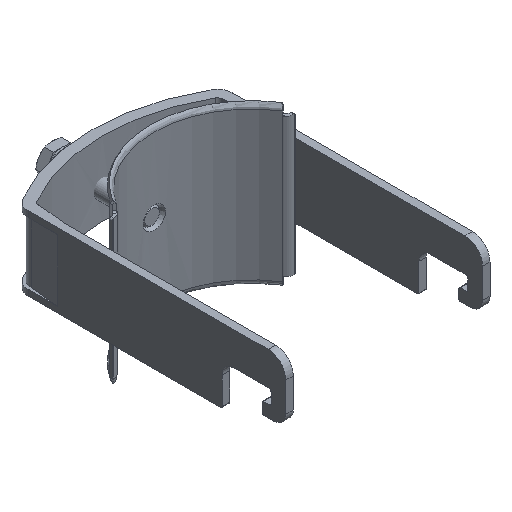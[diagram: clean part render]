
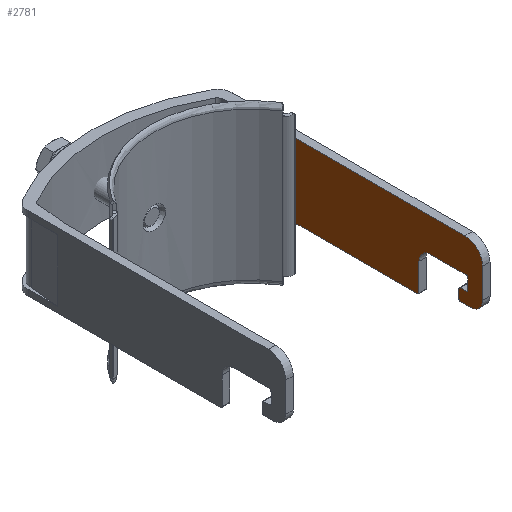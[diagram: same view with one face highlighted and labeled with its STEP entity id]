
A CAD part, isometric view. The second image highlights one B-rep face of the part: STEP entity #2781.
In plain terms, the highlighted planar face has unit normal (-1, 0, 0).
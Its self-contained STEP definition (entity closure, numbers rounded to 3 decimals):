
#24 = CARTESIAN_POINT ( 'NONE',  ( 32., 95., -0.65 ) ) ;
#435 = CARTESIAN_POINT ( 'NONE',  ( 32., 100., 12.5 ) ) ;
#442 = DIRECTION ( 'NONE',  ( 0., 0., -1. ) ) ;
#477 = CARTESIAN_POINT ( 'NONE',  ( 32., 100., -12.5 ) ) ;
#483 = DIRECTION ( 'NONE',  ( 0., 1., 0. ) ) ;
#623 = CARTESIAN_POINT ( 'NONE',  ( 32., 78.5, 2.747 ) ) ;
#626 = CARTESIAN_POINT ( 'NONE',  ( 32., 82.497, -1.25 ) ) ;
#627 = CARTESIAN_POINT ( 'NONE',  ( 32., 95., 3.1 ) ) ;
#692 = EDGE_LOOP ( 'NONE', ( #1152, #1151, #1150, #1149, #1148, #1147, #1146, #1145, #1144, #1143, #1142, #1141, #1140, #1139, #1138, #1137, #1136, #1135 ) ) ;
#781 = VERTEX_POINT ( 'NONE', #3913 ) ;
#783 = VERTEX_POINT ( 'NONE', #24 ) ;
#785 = VERTEX_POINT ( 'NONE', #626 ) ;
#786 = VERTEX_POINT ( 'NONE', #627 ) ;
#787 = VERTEX_POINT ( 'NONE', #2818 ) ;
#788 = VERTEX_POINT ( 'NONE', #623 ) ;
#789 = VERTEX_POINT ( 'NONE', #2819 ) ;
#791 = VERTEX_POINT ( 'NONE', #2821 ) ;
#796 = VERTEX_POINT ( 'NONE', #2826 ) ;
#802 = VERTEX_POINT ( 'NONE', #2832 ) ;
#805 = VERTEX_POINT ( 'NONE', #2834 ) ;
#808 = VERTEX_POINT ( 'NONE', #2837 ) ;
#862 = VERTEX_POINT ( 'NONE', #2890 ) ;
#866 = VERTEX_POINT ( 'NONE', #2894 ) ;
#870 = VERTEX_POINT ( 'NONE', #2898 ) ;
#873 = VERTEX_POINT ( 'NONE', #2901 ) ;
#1084 = VERTEX_POINT ( 'NONE', #2984 ) ;
#1090 = VERTEX_POINT ( 'NONE', #2988 ) ;
#1135 = ORIENTED_EDGE ( 'NONE', *, *, #4324, .T. ) ;
#1136 = ORIENTED_EDGE ( 'NONE', *, *, #4323, .F. ) ;
#1137 = ORIENTED_EDGE ( 'NONE', *, *, #4322, .T. ) ;
#1138 = ORIENTED_EDGE ( 'NONE', *, *, #4321, .F. ) ;
#1139 = ORIENTED_EDGE ( 'NONE', *, *, #4320, .T. ) ;
#1140 = ORIENTED_EDGE ( 'NONE', *, *, #4319, .T. ) ;
#1141 = ORIENTED_EDGE ( 'NONE', *, *, #4318, .F. ) ;
#1142 = ORIENTED_EDGE ( 'NONE', *, *, #4317, .T. ) ;
#1143 = ORIENTED_EDGE ( 'NONE', *, *, #4316, .F. ) ;
#1144 = ORIENTED_EDGE ( 'NONE', *, *, #4315, .T. ) ;
#1145 = ORIENTED_EDGE ( 'NONE', *, *, #4314, .F. ) ;
#1146 = ORIENTED_EDGE ( 'NONE', *, *, #4313, .F. ) ;
#1147 = ORIENTED_EDGE ( 'NONE', *, *, #4284, .T. ) ;
#1148 = ORIENTED_EDGE ( 'NONE', *, *, #4312, .T. ) ;
#1149 = ORIENTED_EDGE ( 'NONE', *, *, #4228, .F. ) ;
#1150 = ORIENTED_EDGE ( 'NONE', *, *, #4311, .F. ) ;
#1151 = ORIENTED_EDGE ( 'NONE', *, *, #4210, .T. ) ;
#1152 = ORIENTED_EDGE ( 'NONE', *, *, #4310, .F. ) ;
#1687 = AXIS2_PLACEMENT_3D ( 'NONE', #3354, #3363, #3364 ) ;
#1880 = VECTOR ( 'NONE', #3428, 1000. ) ;
#1882 = LINE ( 'NONE', #3427, #1880 ) ;
#1883 = VECTOR ( 'NONE', #3423, 1000. ) ;
#1884 = CIRCLE ( 'NONE', #2265, 0.5 ) ;
#1885 = LINE ( 'NONE', #3422, #1883 ) ;
#1886 = VECTOR ( 'NONE', #3418, 1000. ) ;
#1887 = CIRCLE ( 'NONE', #2264, 0.5 ) ;
#1888 = LINE ( 'NONE', #3417, #1886 ) ;
#1889 = VECTOR ( 'NONE', #3413, 1000. ) ;
#1890 = CIRCLE ( 'NONE', #2263, 0.4 ) ;
#1891 = LINE ( 'NONE', #3412, #1889 ) ;
#1892 = VECTOR ( 'NONE', #3408, 1000. ) ;
#1893 = CIRCLE ( 'NONE', #2262, 0.6 ) ;
#1894 = LINE ( 'NONE', #3407, #1892 ) ;
#1895 = VECTOR ( 'NONE', #3403, 1000. ) ;
#1896 = CIRCLE ( 'NONE', #2261, 3.997 ) ;
#1897 = LINE ( 'NONE', #3402, #1895 ) ;
#1898 = VECTOR ( 'NONE', #3398, 1000. ) ;
#1899 = CIRCLE ( 'NONE', #2260, 0.5 ) ;
#1900 = LINE ( 'NONE', #3397, #1898 ) ;
#1901 = CIRCLE ( 'NONE', #2259, 6. ) ;
#1903 = CIRCLE ( 'NONE', #2258, 4. ) ;
#1939 = VECTOR ( 'NONE', #2062, 1000. ) ;
#1942 = LINE ( 'NONE', #2061, #1939 ) ;
#2061 = CARTESIAN_POINT ( 'NONE',  ( 32., 100., 12.5 ) ) ;
#2062 = DIRECTION ( 'NONE',  ( 0., 1., 0. ) ) ;
#2258 = AXIS2_PLACEMENT_3D ( 'NONE', #3399, #3400, #3401 ) ;
#2259 = AXIS2_PLACEMENT_3D ( 'NONE', #3404, #3405, #3406 ) ;
#2260 = AXIS2_PLACEMENT_3D ( 'NONE', #3409, #3410, #3411 ) ;
#2261 = AXIS2_PLACEMENT_3D ( 'NONE', #3414, #3415, #3416 ) ;
#2262 = AXIS2_PLACEMENT_3D ( 'NONE', #3419, #3420, #3421 ) ;
#2263 = AXIS2_PLACEMENT_3D ( 'NONE', #3424, #3425, #3426 ) ;
#2264 = AXIS2_PLACEMENT_3D ( 'NONE', #3429, #3430, #3431 ) ;
#2265 = AXIS2_PLACEMENT_3D ( 'NONE', #3433, #3434, #3435 ) ;
#2405 = VECTOR ( 'NONE', #483, 1000. ) ;
#2409 = LINE ( 'NONE', #477, #2405 ) ;
#2435 = VECTOR ( 'NONE', #442, 1000. ) ;
#2442 = LINE ( 'NONE', #435, #2435 ) ;
#2606 = FACE_OUTER_BOUND ( 'NONE', #692, .T. ) ;
#2781 = ADVANCED_FACE ( 'NONE', ( #2606 ), #3361, .T. ) ;
#2818 = CARTESIAN_POINT ( 'NONE',  ( 32., 94.4, -1.25 ) ) ;
#2819 = CARTESIAN_POINT ( 'NONE',  ( 32., 92.5, 7.5 ) ) ;
#2821 = CARTESIAN_POINT ( 'NONE',  ( 32., 96., 7.5 ) ) ;
#2826 = CARTESIAN_POINT ( 'NONE',  ( 32., 78.5, 12. ) ) ;
#2832 = CARTESIAN_POINT ( 'NONE',  ( 32., 92., 4. ) ) ;
#2834 = CARTESIAN_POINT ( 'NONE',  ( 32., 78., 12.5 ) ) ;
#2837 = CARTESIAN_POINT ( 'NONE',  ( 32., 23.029, 12.5 ) ) ;
#2890 = CARTESIAN_POINT ( 'NONE',  ( 32., 23.029, -12.5 ) ) ;
#2894 = CARTESIAN_POINT ( 'NONE',  ( 32., 94., -12.5 ) ) ;
#2898 = CARTESIAN_POINT ( 'NONE',  ( 32., 100., -6.5 ) ) ;
#2901 = CARTESIAN_POINT ( 'NONE',  ( 32., 100., 3.5 ) ) ;
#2984 = CARTESIAN_POINT ( 'NONE',  ( 32., 92., 7. ) ) ;
#2988 = CARTESIAN_POINT ( 'NONE',  ( 32., 92.5, 3.5 ) ) ;
#3354 = CARTESIAN_POINT ( 'NONE',  ( 32., 100., 12.5 ) ) ;
#3361 = PLANE ( 'NONE',  #1687 ) ;
#3363 = DIRECTION ( 'NONE',  ( -1., 0., 0. ) ) ;
#3364 = DIRECTION ( 'NONE',  ( 0., -1., 0. ) ) ;
#3397 = CARTESIAN_POINT ( 'NONE',  ( 32., 23.029, -10.5 ) ) ;
#3398 = DIRECTION ( 'NONE',  ( 0., 0., 1. ) ) ;
#3399 = CARTESIAN_POINT ( 'NONE',  ( 32., 96., 3.5 ) ) ;
#3400 = DIRECTION ( 'NONE',  ( 1., 0., 0. ) ) ;
#3401 = DIRECTION ( 'NONE',  ( 0., -1., 0. ) ) ;
#3402 = CARTESIAN_POINT ( 'NONE',  ( 32., 78.5, 12.5 ) ) ;
#3403 = DIRECTION ( 'NONE',  ( 0., 0., 1. ) ) ;
#3404 = CARTESIAN_POINT ( 'NONE',  ( 32., 94., -6.5 ) ) ;
#3405 = DIRECTION ( 'NONE',  ( 1., 0., 0. ) ) ;
#3406 = DIRECTION ( 'NONE',  ( 0., -1., 0. ) ) ;
#3407 = CARTESIAN_POINT ( 'NONE',  ( 32., 100., -1.25 ) ) ;
#3408 = DIRECTION ( 'NONE',  ( 0., -1., 0. ) ) ;
#3409 = CARTESIAN_POINT ( 'NONE',  ( 32., 78., 12. ) ) ;
#3410 = DIRECTION ( 'NONE',  ( 1., 0., 0. ) ) ;
#3411 = DIRECTION ( 'NONE',  ( 0., -1., 0. ) ) ;
#3412 = CARTESIAN_POINT ( 'NONE',  ( 32., 95., 12.5 ) ) ;
#3413 = DIRECTION ( 'NONE',  ( 0., 0., -1. ) ) ;
#3414 = CARTESIAN_POINT ( 'NONE',  ( 32., 82.497, 2.747 ) ) ;
#3415 = DIRECTION ( 'NONE',  ( 1., 0., 0. ) ) ;
#3416 = DIRECTION ( 'NONE',  ( 0., -1., 0. ) ) ;
#3417 = CARTESIAN_POINT ( 'NONE',  ( 32., 100., 3.5 ) ) ;
#3418 = DIRECTION ( 'NONE',  ( 0., -1., 0. ) ) ;
#3419 = CARTESIAN_POINT ( 'NONE',  ( 32., 94.4, -0.65 ) ) ;
#3420 = DIRECTION ( 'NONE',  ( 1., 0., 0. ) ) ;
#3421 = DIRECTION ( 'NONE',  ( 0., -1., 0. ) ) ;
#3422 = CARTESIAN_POINT ( 'NONE',  ( 32., 92., 12.5 ) ) ;
#3423 = DIRECTION ( 'NONE',  ( 0., 0., 1. ) ) ;
#3424 = CARTESIAN_POINT ( 'NONE',  ( 32., 94.6, 3.1 ) ) ;
#3425 = DIRECTION ( 'NONE',  ( 1., 0., 0. ) ) ;
#3426 = DIRECTION ( 'NONE',  ( 0., -1., 0. ) ) ;
#3427 = CARTESIAN_POINT ( 'NONE',  ( 32., 100., 7.5 ) ) ;
#3428 = DIRECTION ( 'NONE',  ( 0., 1., 0. ) ) ;
#3429 = CARTESIAN_POINT ( 'NONE',  ( 32., 92.5, 4. ) ) ;
#3430 = DIRECTION ( 'NONE',  ( 1., 0., 0. ) ) ;
#3431 = DIRECTION ( 'NONE',  ( 0., -1., 0. ) ) ;
#3433 = CARTESIAN_POINT ( 'NONE',  ( 32., 92.5, 7. ) ) ;
#3434 = DIRECTION ( 'NONE',  ( 1., 0., 0. ) ) ;
#3435 = DIRECTION ( 'NONE',  ( 0., -1., 0. ) ) ;
#3913 = CARTESIAN_POINT ( 'NONE',  ( 32., 94.6, 3.5 ) ) ;
#4210 = EDGE_CURVE ( 'NONE', #873, #870, #2442, .T. ) ;
#4228 = EDGE_CURVE ( 'NONE', #862, #866, #2409, .T. ) ;
#4284 = EDGE_CURVE ( 'NONE', #808, #805, #1942, .T. ) ;
#4310 = EDGE_CURVE ( 'NONE', #873, #791, #1903, .T. ) ;
#4311 = EDGE_CURVE ( 'NONE', #866, #870, #1901, .T. ) ;
#4312 = EDGE_CURVE ( 'NONE', #862, #808, #1900, .T. ) ;
#4313 = EDGE_CURVE ( 'NONE', #796, #805, #1899, .T. ) ;
#4314 = EDGE_CURVE ( 'NONE', #788, #796, #1897, .T. ) ;
#4315 = EDGE_CURVE ( 'NONE', #788, #785, #1896, .T. ) ;
#4316 = EDGE_CURVE ( 'NONE', #787, #785, #1894, .T. ) ;
#4317 = EDGE_CURVE ( 'NONE', #787, #783, #1893, .T. ) ;
#4318 = EDGE_CURVE ( 'NONE', #786, #783, #1891, .T. ) ;
#4319 = EDGE_CURVE ( 'NONE', #786, #781, #1890, .T. ) ;
#4320 = EDGE_CURVE ( 'NONE', #781, #1090, #1888, .T. ) ;
#4321 = EDGE_CURVE ( 'NONE', #802, #1090, #1887, .T. ) ;
#4322 = EDGE_CURVE ( 'NONE', #802, #1084, #1885, .T. ) ;
#4323 = EDGE_CURVE ( 'NONE', #789, #1084, #1884, .T. ) ;
#4324 = EDGE_CURVE ( 'NONE', #789, #791, #1882, .T. ) ;
